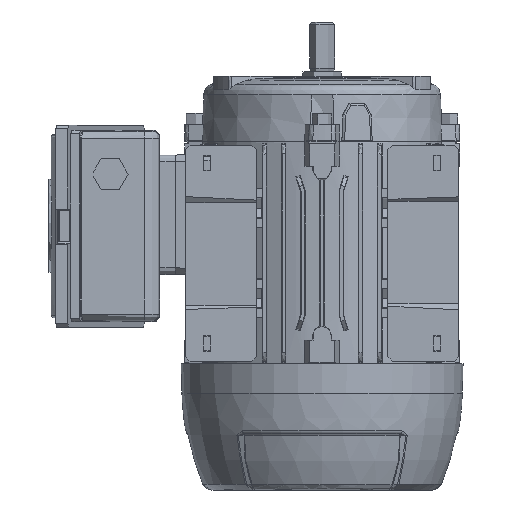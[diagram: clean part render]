
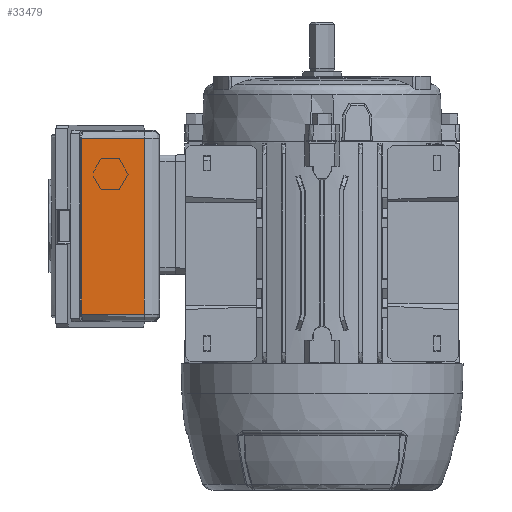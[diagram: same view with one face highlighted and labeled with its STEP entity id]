
A CAD part, front view. The second image highlights one B-rep face of the part: STEP entity #33479.
In plain terms, the highlighted face is planar.
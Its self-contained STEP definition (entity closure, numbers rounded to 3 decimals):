
#792 = DIRECTION ( 'NONE',  ( 0., 0.017, -1. ) ) ;
#977 = DIRECTION ( 'NONE',  ( 1., 0., 0. ) ) ;
#1704 = ORIENTED_EDGE ( 'NONE', *, *, #37634, .T. ) ;
#3895 = VECTOR ( 'NONE', #16577, 1000. ) ;
#7202 = CARTESIAN_POINT ( 'NONE',  ( -44., -38.493, 41.856 ) ) ;
#12777 = VERTEX_POINT ( 'NONE', #54794 ) ;
#12806 = VERTEX_POINT ( 'NONE', #50827 ) ;
#13938 = ORIENTED_EDGE ( 'NONE', *, *, #36937, .T. ) ;
#16350 = ORIENTED_EDGE ( 'NONE', *, *, #24463, .T. ) ;
#16577 = DIRECTION ( 'NONE',  ( -1., 0., 0. ) ) ;
#17433 = CARTESIAN_POINT ( 'NONE',  ( 37.5, -38.493, 41.856 ) ) ;
#20274 = VERTEX_POINT ( 'NONE', #56732 ) ;
#20359 = VECTOR ( 'NONE', #792, 1000. ) ;
#20986 = PLANE ( 'NONE',  #24331 ) ;
#23920 = VERTEX_POINT ( 'NONE', #7202 ) ;
#24331 = AXIS2_PLACEMENT_3D ( 'NONE', #40405, #40621, #56231 ) ;
#24463 = EDGE_CURVE ( 'NONE', #12777, #23920, #63774, .T. ) ;
#29048 = FACE_OUTER_BOUND ( 'NONE', #51737, .T. ) ;
#30943 = CARTESIAN_POINT ( 'NONE',  ( 37., -38.005, 13.878 ) ) ;
#31894 = LINE ( 'NONE', #30943, #53879 ) ;
#33479 = ADVANCED_FACE ( 'NONE', ( #29048 ), #20986, .T. ) ;
#35605 = CARTESIAN_POINT ( 'NONE',  ( -44., -38.005, 13.878 ) ) ;
#36937 = EDGE_CURVE ( 'NONE', #20274, #12777, #49282, .T. ) ;
#37634 = EDGE_CURVE ( 'NONE', #12806, #20274, #31894, .T. ) ;
#39856 = VECTOR ( 'NONE', #60150, 1000. ) ;
#40405 = CARTESIAN_POINT ( 'NONE',  ( 37.5, -38.5, 42.232 ) ) ;
#40621 = DIRECTION ( 'NONE',  ( 0., -1., -0.017 ) ) ;
#44717 = EDGE_CURVE ( 'NONE', #23920, #12806, #61278, .T. ) ;
#49282 = LINE ( 'NONE', #55500, #39856 ) ;
#50750 = ORIENTED_EDGE ( 'NONE', *, *, #44717, .T. ) ;
#50827 = CARTESIAN_POINT ( 'NONE',  ( -44., -38.005, 13.878 ) ) ;
#51737 = EDGE_LOOP ( 'NONE', ( #13938, #16350, #50750, #1704 ) ) ;
#53879 = VECTOR ( 'NONE', #977, 1000. ) ;
#54794 = CARTESIAN_POINT ( 'NONE',  ( 34., -38.493, 41.856 ) ) ;
#55500 = CARTESIAN_POINT ( 'NONE',  ( 34., -38.5, 42.232 ) ) ;
#56231 = DIRECTION ( 'NONE',  ( 0., 0.017, -1. ) ) ;
#56732 = CARTESIAN_POINT ( 'NONE',  ( 34., -38.005, 13.878 ) ) ;
#60150 = DIRECTION ( 'NONE',  ( 0., -0.017, 1. ) ) ;
#61278 = LINE ( 'NONE', #35605, #20359 ) ;
#63774 = LINE ( 'NONE', #17433, #3895 ) ;
